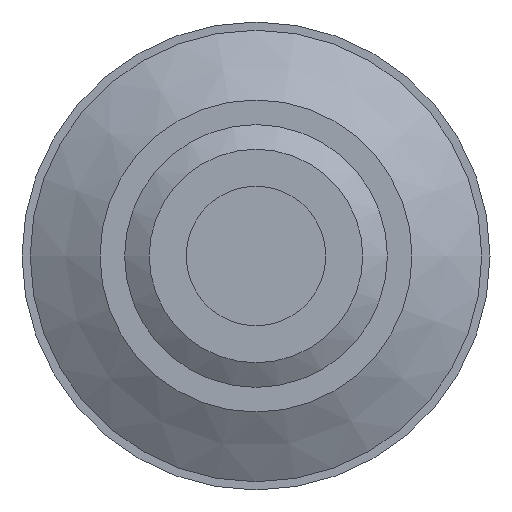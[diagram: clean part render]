
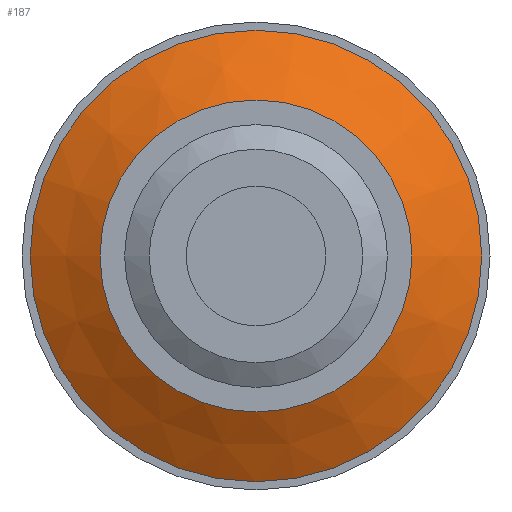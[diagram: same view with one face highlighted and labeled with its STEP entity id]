
A CAD part, front view. The second image highlights one B-rep face of the part: STEP entity #187.
In plain terms, the highlighted conical face has half-angle 60 degrees and reference radius 1.9 mm.
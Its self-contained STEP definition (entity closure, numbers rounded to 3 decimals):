
#69=FACE_BOUND('',#307,.T.);
#70=FACE_BOUND('',#308,.T.);
#151=CONICAL_SURFACE('',#906,1.9,60.);
#187=ADVANCED_FACE('',(#69,#70),#151,.T.);
#307=EDGE_LOOP('',(#521));
#308=EDGE_LOOP('',(#522));
#383=CIRCLE('',#903,1.9);
#384=CIRCLE('',#905,2.75);
#521=ORIENTED_EDGE('',*,*,#750,.T.);
#522=ORIENTED_EDGE('',*,*,#751,.F.);
#657=VERTEX_POINT('',#1429);
#658=VERTEX_POINT('',#1432);
#750=EDGE_CURVE('',#657,#657,#383,.T.);
#751=EDGE_CURVE('',#658,#658,#384,.T.);
#903=AXIS2_PLACEMENT_3D('',#1428,#1090,#1091);
#905=AXIS2_PLACEMENT_3D('',#1431,#1094,#1095);
#906=AXIS2_PLACEMENT_3D('',#1433,#1096,#1097);
#1090=DIRECTION('',(0.,1.,0.));
#1091=DIRECTION('',(1.,0.,0.));
#1094=DIRECTION('',(0.,1.,0.));
#1095=DIRECTION('',(1.,0.,0.));
#1096=DIRECTION('',(0.,1.,0.));
#1097=DIRECTION('',(1.,0.,0.));
#1428=CARTESIAN_POINT('',(-3.15,-8.209,5.909));
#1429=CARTESIAN_POINT('',(-1.25,-8.209,5.909));
#1431=CARTESIAN_POINT('',(-3.15,-7.718,5.909));
#1432=CARTESIAN_POINT('',(-0.4,-7.718,5.909));
#1433=CARTESIAN_POINT('',(-3.15,-8.209,5.909));
